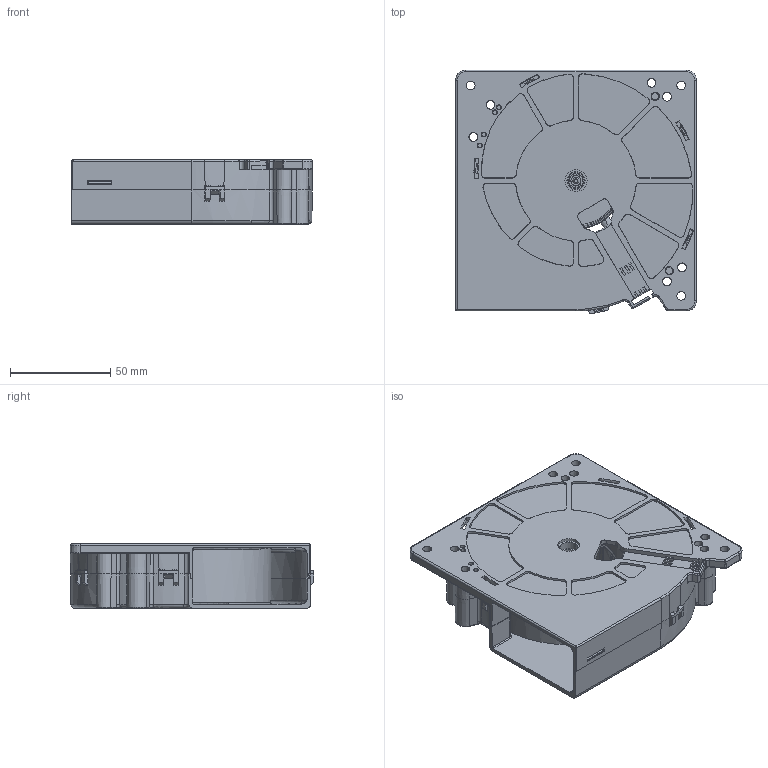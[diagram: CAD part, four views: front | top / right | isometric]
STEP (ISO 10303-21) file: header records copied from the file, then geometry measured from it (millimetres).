
FILE_DESCRIPTION(/* description */ (''),/* implementation_level */ '2;1');
FILE_NAME(/* name */ 'HB-12032',/* time_stamp */ '2023-04-14T17:33:01+08:00',/* author */ (''),/* organization */ (''),/* preprocessor_version */ 'ST-DEVELOPER v9',/* originating_system */ 'UGS - NX 4.0',/* authorisation */ '');
FILE_SCHEMA (('CONFIG_CONTROL_DESIGN'));
Length unit declared in the file: millimetre
Products named in the file (1): 530333363lla
Bounding box: 120.07 x 121.43 x 32 mm (x, y, z)
Volume: 152666.7 mm3; surface area: 97821.8 mm2
Topology: 1 solids, 5 shells, 1080 faces, 2873 edges, 1800 vertices
Faces by surface type: plane 480, cone 299, cylinder 170, bspline 81, torus 48, revolution 2
Full cylindrical faces by diameter (mm): 2.8 x1, 3 x2, 5 x1, 10 x1, 68 x1, 90 x1
Entity records: 41619 total; most frequent: CARTESIAN_POINT 15386, ORIENTED_EDGE 5650, DIRECTION 5353, EDGE_CURVE 2825, AXIS2_PLACEMENT_3D 2118, VERTEX_POINT 1789, EDGE_LOOP 1186, LINE 1115
